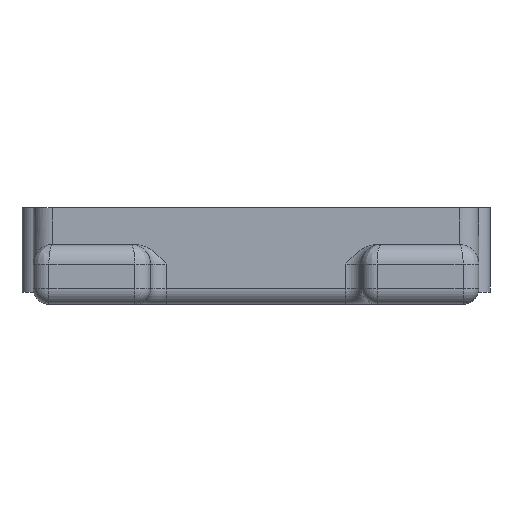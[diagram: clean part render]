
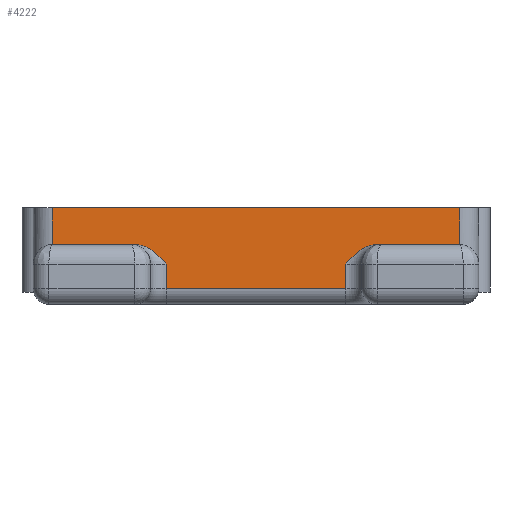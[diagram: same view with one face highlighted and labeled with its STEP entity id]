
A CAD part, front view. The second image highlights one B-rep face of the part: STEP entity #4222.
In plain terms, the highlighted planar face has unit normal (0, -1, 0).
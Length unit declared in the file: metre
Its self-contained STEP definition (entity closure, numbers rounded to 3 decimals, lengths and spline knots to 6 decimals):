
#92=B_SPLINE_CURVE_WITH_KNOTS('',3,(#5999,#6000,#6001,#6002,#6003,#6004),
 .UNSPECIFIED.,.F.,.F.,(4,1,1,4),(0.,0.0031,0.006201,
0.012402),.UNSPECIFIED.);
#93=B_SPLINE_CURVE_WITH_KNOTS('',3,(#6017,#6018,#6019,#6020,#6021,#6022),
 .UNSPECIFIED.,.F.,.F.,(4,1,1,4),(0.,0.0031,0.006201,
0.012402),.UNSPECIFIED.);
#101=CIRCLE('',#4468,0.00635);
#102=CIRCLE('',#4469,0.00635);
#200=ORIENTED_EDGE('',*,*,#1450,.T.);
#201=ORIENTED_EDGE('',*,*,#1451,.T.);
#202=ORIENTED_EDGE('',*,*,#1443,.T.);
#203=ORIENTED_EDGE('',*,*,#1452,.T.);
#204=ORIENTED_EDGE('',*,*,#1453,.T.);
#205=ORIENTED_EDGE('',*,*,#1454,.F.);
#206=ORIENTED_EDGE('',*,*,#1455,.F.);
#207=ORIENTED_EDGE('',*,*,#1456,.T.);
#208=ORIENTED_EDGE('',*,*,#1457,.T.);
#209=ORIENTED_EDGE('',*,*,#1458,.T.);
#210=ORIENTED_EDGE('',*,*,#1459,.T.);
#211=ORIENTED_EDGE('',*,*,#1460,.T.);
#1443=EDGE_CURVE('',#2069,#2068,#2473,.T.);
#1450=EDGE_CURVE('',#2075,#2076,#2479,.T.);
#1451=EDGE_CURVE('',#2076,#2069,#92,.F.);
#1452=EDGE_CURVE('',#2068,#2077,#101,.T.);
#1453=EDGE_CURVE('',#2077,#2078,#2480,.T.);
#1454=EDGE_CURVE('',#2079,#2078,#2481,.T.);
#1455=EDGE_CURVE('',#2080,#2079,#2482,.T.);
#1456=EDGE_CURVE('',#2080,#2081,#102,.T.);
#1457=EDGE_CURVE('',#2081,#2082,#2483,.T.);
#1458=EDGE_CURVE('',#2082,#2083,#93,.T.);
#1459=EDGE_CURVE('',#2083,#2084,#2484,.F.);
#1460=EDGE_CURVE('',#2084,#2075,#2485,.F.);
#2068=VERTEX_POINT('',#5980);
#2069=VERTEX_POINT('',#5982);
#2075=VERTEX_POINT('',#5997);
#2076=VERTEX_POINT('',#5998);
#2077=VERTEX_POINT('',#6006);
#2078=VERTEX_POINT('',#6008);
#2079=VERTEX_POINT('',#6010);
#2080=VERTEX_POINT('',#6012);
#2081=VERTEX_POINT('',#6014);
#2082=VERTEX_POINT('',#6016);
#2083=VERTEX_POINT('',#6023);
#2084=VERTEX_POINT('',#6025);
#2473=LINE('',#5981,#2985);
#2479=LINE('',#5996,#2991);
#2480=LINE('',#6007,#2992);
#2481=LINE('',#6009,#2993);
#2482=LINE('',#6011,#2994);
#2483=LINE('',#6015,#2995);
#2484=LINE('',#6024,#2996);
#2485=LINE('',#6026,#2997);
#2985=VECTOR('',#4802,1.);
#2991=VECTOR('',#4814,1.);
#2992=VECTOR('',#4817,1.);
#2993=VECTOR('',#4818,1.);
#2994=VECTOR('',#4819,1.);
#2995=VECTOR('',#4822,1.);
#2996=VECTOR('',#4823,1.);
#2997=VECTOR('',#4824,1.);
#3497=EDGE_LOOP('',(#200,#201,#202,#203,#204,#205,#206,#207,#208,#209,#210,
#211));
#3777=FACE_BOUND('',#3497,.T.);
#4057=PLANE('',#4467);
#4222=ADVANCED_FACE('',(#3777),#4057,.F.);
#4467=AXIS2_PLACEMENT_3D('',#5995,#4812,#4813);
#4468=AXIS2_PLACEMENT_3D('',#6005,#4815,#4816);
#4469=AXIS2_PLACEMENT_3D('',#6013,#4820,#4821);
#4802=DIRECTION('',(1.,0.,0.));
#4812=DIRECTION('',(0.,1.,0.));
#4813=DIRECTION('',(-1.,0.,0.));
#4814=DIRECTION('',(0.,0.,1.));
#4815=DIRECTION('',(0.,1.,0.));
#4816=DIRECTION('',(0.,0.,1.));
#4817=DIRECTION('',(0.,0.,1.));
#4818=DIRECTION('',(1.,0.,0.));
#4819=DIRECTION('',(0.,0.,1.));
#4820=DIRECTION('',(0.,1.,0.));
#4821=DIRECTION('',(0.,0.,1.));
#4822=DIRECTION('',(1.,0.,0.));
#4823=DIRECTION('',(0.,0.,1.));
#4824=DIRECTION('',(-1.,0.,0.));
#5980=CARTESIAN_POINT('',(0.066562,-0.019355,-0.001735));
#5981=CARTESIAN_POINT('',(0.000511,-0.019355,-0.001735));
#5982=CARTESIAN_POINT('',(0.039971,-0.019355,-0.001735));
#5995=CARTESIAN_POINT('',(0.,-0.019355,-0.021157));
#5996=CARTESIAN_POINT('',(0.029732,-0.019355,-0.021157));
#5997=CARTESIAN_POINT('',(0.029732,-0.019355,-0.016077));
#5998=CARTESIAN_POINT('',(0.029732,-0.019355,-0.008085));
#5999=CARTESIAN_POINT('',(0.039971,-0.019355,-0.001735));
#6000=CARTESIAN_POINT('',(0.038922,-0.019355,-0.001735));
#6001=CARTESIAN_POINT('',(0.036865,-0.019355,-0.002151));
#6002=CARTESIAN_POINT('',(0.033221,-0.019355,-0.004196));
#6003=CARTESIAN_POINT('',(0.03111,-0.019355,-0.006544));
#6004=CARTESIAN_POINT('',(0.029732,-0.019355,-0.008085));
#6005=CARTESIAN_POINT('',(0.066562,-0.019355,-0.008085));
#6006=CARTESIAN_POINT('',(0.066671,-0.019355,-0.001736));
#6007=CARTESIAN_POINT('',(0.066671,-0.019355,-0.001735));
#6008=CARTESIAN_POINT('',(0.066671,-0.019355,0.010203));
#6009=CARTESIAN_POINT('',(0.000511,-0.019355,0.010203));
#6010=CARTESIAN_POINT('',(-0.065648,-0.019355,0.010203));
#6011=CARTESIAN_POINT('',(-0.065648,-0.019355,-0.001735));
#6012=CARTESIAN_POINT('',(-0.065648,-0.019355,-0.001736));
#6013=CARTESIAN_POINT('',(-0.065512,-0.019355,-0.008085));
#6014=CARTESIAN_POINT('',(-0.065512,-0.019355,-0.001735));
#6015=CARTESIAN_POINT('',(0.000511,-0.019355,-0.001735));
#6016=CARTESIAN_POINT('',(-0.038921,-0.019355,-0.001735));
#6017=CARTESIAN_POINT('',(-0.038921,-0.019355,-0.001735));
#6018=CARTESIAN_POINT('',(-0.037872,-0.019355,-0.001735));
#6019=CARTESIAN_POINT('',(-0.035815,-0.019355,-0.002151));
#6020=CARTESIAN_POINT('',(-0.032171,-0.019355,-0.004196));
#6021=CARTESIAN_POINT('',(-0.03006,-0.019355,-0.006544));
#6022=CARTESIAN_POINT('',(-0.028682,-0.019355,-0.008085));
#6023=CARTESIAN_POINT('',(-0.028682,-0.019355,-0.008085));
#6024=CARTESIAN_POINT('',(-0.028682,-0.019355,-0.021157));
#6025=CARTESIAN_POINT('',(-0.028682,-0.019355,-0.016077));
#6026=CARTESIAN_POINT('',(0.,-0.019355,-0.016077));
